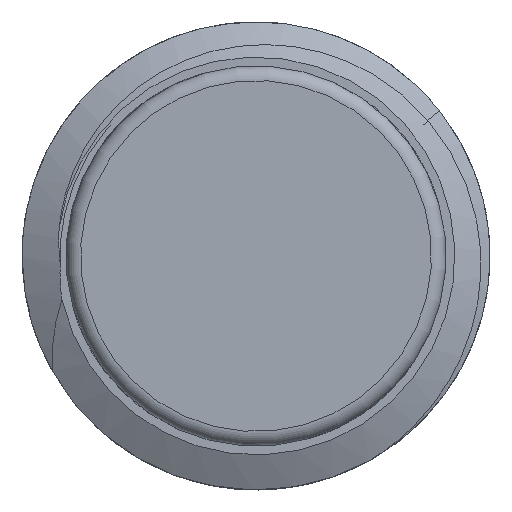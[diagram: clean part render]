
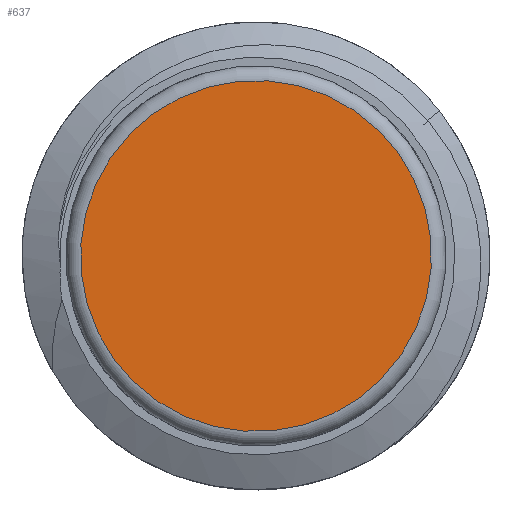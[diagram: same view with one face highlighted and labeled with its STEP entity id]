
A CAD part, left-side view. The second image highlights one B-rep face of the part: STEP entity #637.
In plain terms, the highlighted planar face has unit normal (-1, 0, 0).
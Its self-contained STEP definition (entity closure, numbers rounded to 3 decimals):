
#43=PLANE('',#700);
#50=FACE_OUTER_BOUND('',#89,.T.);
#89=EDGE_LOOP('',(#416));
#131=CIRCLE('',#701,3.);
#260=VERTEX_POINT('',#1080);
#322=EDGE_CURVE('',#260,#260,#131,.T.);
#416=ORIENTED_EDGE('',*,*,#322,.T.);
#637=ADVANCED_FACE('',(#50),#43,.T.);
#700=AXIS2_PLACEMENT_3D('',#1079,#754,#755);
#701=AXIS2_PLACEMENT_3D('',#1081,#756,#757);
#754=DIRECTION('center_axis',(-1.,0.,0.));
#755=DIRECTION('ref_axis',(0.,0.899,-0.438));
#756=DIRECTION('center_axis',(-1.,0.,0.));
#757=DIRECTION('ref_axis',(0.,-0.438,-0.899));
#1079=CARTESIAN_POINT('Origin',(-0.3,-0.658,-1.348));
#1080=CARTESIAN_POINT('',(-0.3,-2.696,1.315));
#1081=CARTESIAN_POINT('Origin',(-0.3,0.,0.));
